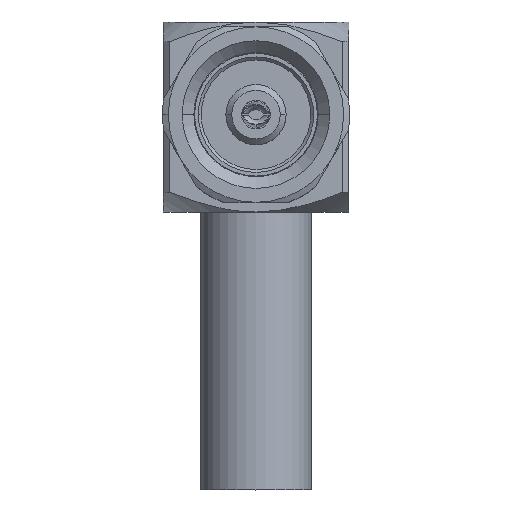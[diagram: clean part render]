
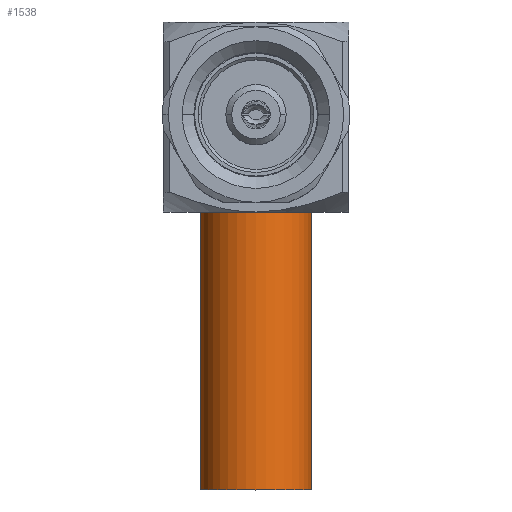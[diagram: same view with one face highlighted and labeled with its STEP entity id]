
A CAD part, top view. The second image highlights one B-rep face of the part: STEP entity #1538.
In plain terms, the highlighted cylindrical face has radius 1.9 mm (diameter 3.8 mm), a partial arc.
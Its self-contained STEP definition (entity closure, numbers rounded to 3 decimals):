
#70 = CIRCLE ( 'NONE', #431, 1.9 ) ;
#81 = DIRECTION ( 'NONE',  ( 0., -1., 0. ) ) ;
#143 = LINE ( 'NONE', #5417, #3519 ) ;
#188 = EDGE_CURVE ( 'NONE', #659, #1543, #4862, .T. ) ;
#205 = CARTESIAN_POINT ( 'NONE',  ( -1.9, -3.32, -9.025 ) ) ;
#397 = EDGE_LOOP ( 'NONE', ( #4849, #4473, #5702, #1735 ) ) ;
#431 = AXIS2_PLACEMENT_3D ( 'NONE', #2006, #5134, #2457 ) ;
#659 = VERTEX_POINT ( 'NONE', #205 ) ;
#764 = CARTESIAN_POINT ( 'NONE',  ( 0., -3.32, -9.025 ) ) ;
#918 = AXIS2_PLACEMENT_3D ( 'NONE', #1703, #1378, #4083 ) ;
#1378 = DIRECTION ( 'NONE',  ( 0., -1., 0. ) ) ;
#1394 = EDGE_CURVE ( 'NONE', #659, #2223, #2642, .T. ) ;
#1429 = DIRECTION ( 'NONE',  ( 0., 1., 0. ) ) ;
#1538 = ADVANCED_FACE ( 'NONE', ( #3883 ), #4506, .T. ) ;
#1543 = VERTEX_POINT ( 'NONE', #4338 ) ;
#1703 = CARTESIAN_POINT ( 'NONE',  ( 0., -13.213, -9.025 ) ) ;
#1735 = ORIENTED_EDGE ( 'NONE', *, *, #5133, .F. ) ;
#2006 = CARTESIAN_POINT ( 'NONE',  ( 0., -12.82, -9.025 ) ) ;
#2120 = DIRECTION ( 'NONE',  ( 0., 0., 1. ) ) ;
#2223 = VERTEX_POINT ( 'NONE', #5605 ) ;
#2428 = AXIS2_PLACEMENT_3D ( 'NONE', #764, #1429, #2120 ) ;
#2457 = DIRECTION ( 'NONE',  ( 1., 0., 0. ) ) ;
#2512 = VECTOR ( 'NONE', #81, 1000. ) ;
#2642 = LINE ( 'NONE', #4641, #2512 ) ;
#3182 = DIRECTION ( 'NONE',  ( 0., -1., 0. ) ) ;
#3519 = VECTOR ( 'NONE', #3182, 1000. ) ;
#3883 = FACE_OUTER_BOUND ( 'NONE', #397, .T. ) ;
#4083 = DIRECTION ( 'NONE',  ( 1., 0., 0. ) ) ;
#4338 = CARTESIAN_POINT ( 'NONE',  ( 1.9, -3.32, -9.025 ) ) ;
#4473 = ORIENTED_EDGE ( 'NONE', *, *, #1394, .T. ) ;
#4506 = CYLINDRICAL_SURFACE ( 'NONE', #918, 1.9 ) ;
#4641 = CARTESIAN_POINT ( 'NONE',  ( -1.9, -13.213, -9.025 ) ) ;
#4849 = ORIENTED_EDGE ( 'NONE', *, *, #188, .F. ) ;
#4862 = CIRCLE ( 'NONE', #2428, 1.9 ) ;
#5043 = CARTESIAN_POINT ( 'NONE',  ( 1.9, -12.82, -9.025 ) ) ;
#5133 = EDGE_CURVE ( 'NONE', #1543, #5209, #143, .T. ) ;
#5134 = DIRECTION ( 'NONE',  ( 0., -1., 0. ) ) ;
#5209 = VERTEX_POINT ( 'NONE', #5043 ) ;
#5355 = EDGE_CURVE ( 'NONE', #5209, #2223, #70, .T. ) ;
#5417 = CARTESIAN_POINT ( 'NONE',  ( 1.9, -13.213, -9.025 ) ) ;
#5605 = CARTESIAN_POINT ( 'NONE',  ( -1.9, -12.82, -9.025 ) ) ;
#5702 = ORIENTED_EDGE ( 'NONE', *, *, #5355, .F. ) ;
